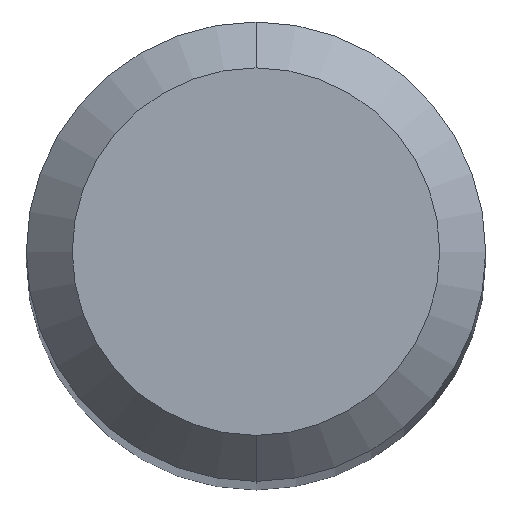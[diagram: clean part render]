
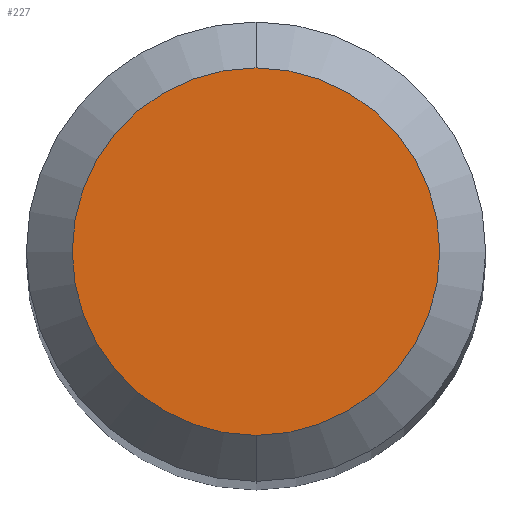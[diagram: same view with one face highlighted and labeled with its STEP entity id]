
A CAD part, top view. The second image highlights one B-rep face of the part: STEP entity #227.
In plain terms, the highlighted planar face has unit normal (0, 0, 1).
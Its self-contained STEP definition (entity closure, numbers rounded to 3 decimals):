
#181=VERTEX_POINT('',#489);
#207=VERTEX_POINT('',#517);
#227=ADVANCED_FACE('',(#538),#539,.T.);
#235=EDGE_CURVE('',#207,#181,#547,.T.);
#277=EDGE_CURVE('',#181,#207,#591,.T.);
#489=CARTESIAN_POINT('',(0.,-1.2,0.0));
#517=CARTESIAN_POINT('',(0.0,1.2,0.0));
#538=FACE_OUTER_BOUND('',#908,.T.);
#539=PLANE('',#909);
#547=CIRCLE('',#918,1.2);
#591=CIRCLE('',#1002,1.2);
#908=EDGE_LOOP('',(#1512,#1513));
#909=AXIS2_PLACEMENT_3D('',#1514,#1515,#1516);
#918=AXIS2_PLACEMENT_3D('',#1521,#1522,#1523);
#1002=AXIS2_PLACEMENT_3D('',#1551,#1552,#1553);
#1512=ORIENTED_EDGE('',*,*,#235,.F.);
#1513=ORIENTED_EDGE('',*,*,#277,.F.);
#1514=CARTESIAN_POINT('',(0.0,0.6,0.0));
#1515=DIRECTION('',(-0.0,0.0,1.0));
#1516=DIRECTION('',(0.0,-1.0,0.0));
#1521=CARTESIAN_POINT('',(0.0,0.0,0.0));
#1522=DIRECTION('',(0.0,0.0,-1.0));
#1523=DIRECTION('',(0.0,1.0,0.0));
#1551=CARTESIAN_POINT('',(0.0,0.0,0.0));
#1552=DIRECTION('',(0.0,0.0,-1.0));
#1553=DIRECTION('',(0.0,1.0,0.0));
